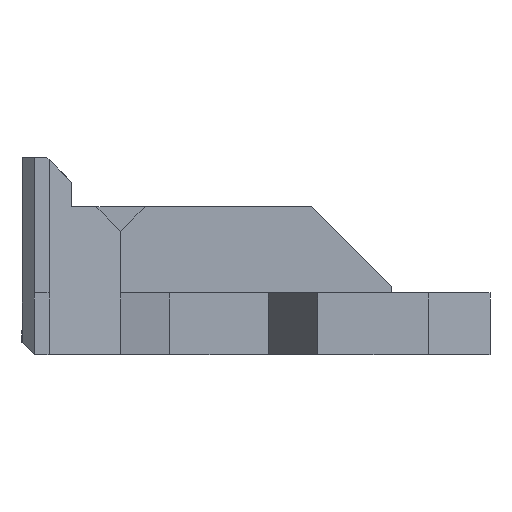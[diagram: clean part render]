
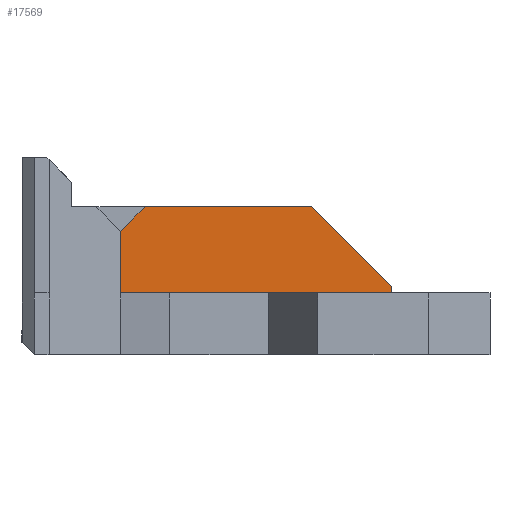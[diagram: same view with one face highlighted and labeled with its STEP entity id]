
A CAD part, front view. The second image highlights one B-rep face of the part: STEP entity #17569.
In plain terms, the highlighted planar face has unit normal (0, -1, 0).
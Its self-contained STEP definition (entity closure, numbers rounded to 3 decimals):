
#14959 = PLANE('',#14960);
#14960 = AXIS2_PLACEMENT_3D('',#14961,#14962,#14963);
#14961 = CARTESIAN_POINT('',(0.,-8.,5.));
#14962 = DIRECTION('',(0.,0.,1.));
#14963 = DIRECTION('',(-1.,0.,0.));
#15056 = EDGE_CURVE('',#15057,#15059,#15061,.T.);
#15057 = VERTEX_POINT('',#15058);
#15058 = CARTESIAN_POINT('',(8.,-12.01,5.));
#15059 = VERTEX_POINT('',#15060);
#15060 = CARTESIAN_POINT('',(30.,-12.01,5.));
#15061 = SURFACE_CURVE('',#15062,(#15066,#15073),.PCURVE_S1.);
#15062 = LINE('',#15063,#15064);
#15063 = CARTESIAN_POINT('',(0.,-12.01,5.));
#15064 = VECTOR('',#15065,1.);
#15065 = DIRECTION('',(1.,0.,0.));
#15066 = PCURVE('',#14959,#15067);
#15067 = DEFINITIONAL_REPRESENTATION('',(#15068),#15072);
#15068 = LINE('',#15069,#15070);
#15069 = CARTESIAN_POINT('',(0.,4.01));
#15070 = VECTOR('',#15071,1.);
#15071 = DIRECTION('',(-1.,0.));
#15072 = ( GEOMETRIC_REPRESENTATION_CONTEXT(2) 
PARAMETRIC_REPRESENTATION_CONTEXT() REPRESENTATION_CONTEXT('2D SPACE',''
  ) );
#15073 = PCURVE('',#15074,#15079);
#15074 = PLANE('',#15075);
#15075 = AXIS2_PLACEMENT_3D('',#15076,#15077,#15078);
#15076 = CARTESIAN_POINT('',(0.,-12.01,0.));
#15077 = DIRECTION('',(0.,-1.,0.));
#15078 = DIRECTION('',(0.,0.,-1.));
#15079 = DEFINITIONAL_REPRESENTATION('',(#15080),#15084);
#15080 = LINE('',#15081,#15082);
#15081 = CARTESIAN_POINT('',(-5.,0.));
#15082 = VECTOR('',#15083,1.);
#15083 = DIRECTION('',(0.,1.));
#15084 = ( GEOMETRIC_REPRESENTATION_CONTEXT(2) 
PARAMETRIC_REPRESENTATION_CONTEXT() REPRESENTATION_CONTEXT('2D SPACE',''
  ) );
#15102 = PLANE('',#15103);
#15103 = AXIS2_PLACEMENT_3D('',#15104,#15105,#15106);
#15104 = CARTESIAN_POINT('',(30.,-8.,0.));
#15105 = DIRECTION('',(1.,0.,0.));
#15106 = DIRECTION('',(0.,0.,-1.));
#15341 = PLANE('',#15342);
#15342 = AXIS2_PLACEMENT_3D('',#15343,#15344,#15345);
#15343 = CARTESIAN_POINT('',(8.,-8.,0.));
#15344 = DIRECTION('',(1.,0.,0.));
#15345 = DIRECTION('',(0.,0.,-1.));
#17569 = ADVANCED_FACE('',(#17570),#15074,.T.);
#17570 = FACE_BOUND('',#17571,.F.);
#17571 = EDGE_LOOP('',(#17572,#17573,#17596,#17624,#17652,#17680));
#17572 = ORIENTED_EDGE('',*,*,#15056,.F.);
#17573 = ORIENTED_EDGE('',*,*,#17574,.T.);
#17574 = EDGE_CURVE('',#15057,#17575,#17577,.T.);
#17575 = VERTEX_POINT('',#17576);
#17576 = CARTESIAN_POINT('',(8.,-12.01,10.));
#17577 = SURFACE_CURVE('',#17578,(#17582,#17589),.PCURVE_S1.);
#17578 = LINE('',#17579,#17580);
#17579 = CARTESIAN_POINT('',(8.,-12.01,0.));
#17580 = VECTOR('',#17581,1.);
#17581 = DIRECTION('',(0.,0.,1.));
#17582 = PCURVE('',#15074,#17583);
#17583 = DEFINITIONAL_REPRESENTATION('',(#17584),#17588);
#17584 = LINE('',#17585,#17586);
#17585 = CARTESIAN_POINT('',(0.,8.));
#17586 = VECTOR('',#17587,1.);
#17587 = DIRECTION('',(-1.,0.));
#17588 = ( GEOMETRIC_REPRESENTATION_CONTEXT(2) 
PARAMETRIC_REPRESENTATION_CONTEXT() REPRESENTATION_CONTEXT('2D SPACE',''
  ) );
#17589 = PCURVE('',#15341,#17590);
#17590 = DEFINITIONAL_REPRESENTATION('',(#17591),#17595);
#17591 = LINE('',#17592,#17593);
#17592 = CARTESIAN_POINT('',(0.,-4.01));
#17593 = VECTOR('',#17594,1.);
#17594 = DIRECTION('',(-1.,0.));
#17595 = ( GEOMETRIC_REPRESENTATION_CONTEXT(2) 
PARAMETRIC_REPRESENTATION_CONTEXT() REPRESENTATION_CONTEXT('2D SPACE',''
  ) );
#17596 = ORIENTED_EDGE('',*,*,#17597,.T.);
#17597 = EDGE_CURVE('',#17575,#17598,#17600,.T.);
#17598 = VERTEX_POINT('',#17599);
#17599 = CARTESIAN_POINT('',(10.,-12.01,12.));
#17600 = SURFACE_CURVE('',#17601,(#17605,#17612),.PCURVE_S1.);
#17601 = LINE('',#17602,#17603);
#17602 = CARTESIAN_POINT('',(3.5,-12.01,5.5));
#17603 = VECTOR('',#17604,1.);
#17604 = DIRECTION('',(0.707,0.,0.707));
#17605 = PCURVE('',#15074,#17606);
#17606 = DEFINITIONAL_REPRESENTATION('',(#17607),#17611);
#17607 = LINE('',#17608,#17609);
#17608 = CARTESIAN_POINT('',(-5.5,3.5));
#17609 = VECTOR('',#17610,1.);
#17610 = DIRECTION('',(-0.707,0.707));
#17611 = ( GEOMETRIC_REPRESENTATION_CONTEXT(2) 
PARAMETRIC_REPRESENTATION_CONTEXT() REPRESENTATION_CONTEXT('2D SPACE',''
  ) );
#17612 = PCURVE('',#17613,#17618);
#17613 = PLANE('',#17614);
#17614 = AXIS2_PLACEMENT_3D('',#17615,#17616,#17617);
#17615 = CARTESIAN_POINT('',(8.,-12.,10.));
#17616 = DIRECTION('',(-0.707,0.,0.707));
#17617 = DIRECTION('',(-0.707,0.,-0.707));
#17618 = DEFINITIONAL_REPRESENTATION('',(#17619),#17623);
#17619 = LINE('',#17620,#17621);
#17620 = CARTESIAN_POINT('',(6.364,0.01));
#17621 = VECTOR('',#17622,1.);
#17622 = DIRECTION('',(-1.,0.));
#17623 = ( GEOMETRIC_REPRESENTATION_CONTEXT(2) 
PARAMETRIC_REPRESENTATION_CONTEXT() REPRESENTATION_CONTEXT('2D SPACE',''
  ) );
#17624 = ORIENTED_EDGE('',*,*,#17625,.T.);
#17625 = EDGE_CURVE('',#17598,#17626,#17628,.T.);
#17626 = VERTEX_POINT('',#17627);
#17627 = CARTESIAN_POINT('',(23.5,-12.01,12.));
#17628 = SURFACE_CURVE('',#17629,(#17633,#17640),.PCURVE_S1.);
#17629 = LINE('',#17630,#17631);
#17630 = CARTESIAN_POINT('',(0.,-12.01,12.));
#17631 = VECTOR('',#17632,1.);
#17632 = DIRECTION('',(1.,0.,0.));
#17633 = PCURVE('',#15074,#17634);
#17634 = DEFINITIONAL_REPRESENTATION('',(#17635),#17639);
#17635 = LINE('',#17636,#17637);
#17636 = CARTESIAN_POINT('',(-12.,0.));
#17637 = VECTOR('',#17638,1.);
#17638 = DIRECTION('',(0.,1.));
#17639 = ( GEOMETRIC_REPRESENTATION_CONTEXT(2) 
PARAMETRIC_REPRESENTATION_CONTEXT() REPRESENTATION_CONTEXT('2D SPACE',''
  ) );
#17640 = PCURVE('',#17641,#17646);
#17641 = PLANE('',#17642);
#17642 = AXIS2_PLACEMENT_3D('',#17643,#17644,#17645);
#17643 = CARTESIAN_POINT('',(0.,-8.,12.));
#17644 = DIRECTION('',(0.,0.,1.));
#17645 = DIRECTION('',(-1.,0.,0.));
#17646 = DEFINITIONAL_REPRESENTATION('',(#17647),#17651);
#17647 = LINE('',#17648,#17649);
#17648 = CARTESIAN_POINT('',(0.,4.01));
#17649 = VECTOR('',#17650,1.);
#17650 = DIRECTION('',(-1.,0.));
#17651 = ( GEOMETRIC_REPRESENTATION_CONTEXT(2) 
PARAMETRIC_REPRESENTATION_CONTEXT() REPRESENTATION_CONTEXT('2D SPACE',''
  ) );
#17652 = ORIENTED_EDGE('',*,*,#17653,.T.);
#17653 = EDGE_CURVE('',#17626,#17654,#17656,.T.);
#17654 = VERTEX_POINT('',#17655);
#17655 = CARTESIAN_POINT('',(30.,-12.01,5.5));
#17656 = SURFACE_CURVE('',#17657,(#17661,#17668),.PCURVE_S1.);
#17657 = LINE('',#17658,#17659);
#17658 = CARTESIAN_POINT('',(23.875,-12.01,11.625));
#17659 = VECTOR('',#17660,1.);
#17660 = DIRECTION('',(0.707,0.,-0.707));
#17661 = PCURVE('',#15074,#17662);
#17662 = DEFINITIONAL_REPRESENTATION('',(#17663),#17667);
#17663 = LINE('',#17664,#17665);
#17664 = CARTESIAN_POINT('',(-11.625,23.875));
#17665 = VECTOR('',#17666,1.);
#17666 = DIRECTION('',(0.707,0.707));
#17667 = ( GEOMETRIC_REPRESENTATION_CONTEXT(2) 
PARAMETRIC_REPRESENTATION_CONTEXT() REPRESENTATION_CONTEXT('2D SPACE',''
  ) );
#17668 = PCURVE('',#17669,#17674);
#17669 = PLANE('',#17670);
#17670 = AXIS2_PLACEMENT_3D('',#17671,#17672,#17673);
#17671 = CARTESIAN_POINT('',(30.,-8.,5.5));
#17672 = DIRECTION('',(0.707,0.,0.707));
#17673 = DIRECTION('',(0.707,0.,-0.707));
#17674 = DEFINITIONAL_REPRESENTATION('',(#17675),#17679);
#17675 = LINE('',#17676,#17677);
#17676 = CARTESIAN_POINT('',(-8.662,-4.01));
#17677 = VECTOR('',#17678,1.);
#17678 = DIRECTION('',(1.,0.));
#17679 = ( GEOMETRIC_REPRESENTATION_CONTEXT(2) 
PARAMETRIC_REPRESENTATION_CONTEXT() REPRESENTATION_CONTEXT('2D SPACE',''
  ) );
#17680 = ORIENTED_EDGE('',*,*,#17681,.F.);
#17681 = EDGE_CURVE('',#15059,#17654,#17682,.T.);
#17682 = SURFACE_CURVE('',#17683,(#17687,#17694),.PCURVE_S1.);
#17683 = LINE('',#17684,#17685);
#17684 = CARTESIAN_POINT('',(30.,-12.01,0.));
#17685 = VECTOR('',#17686,1.);
#17686 = DIRECTION('',(0.,0.,1.));
#17687 = PCURVE('',#15074,#17688);
#17688 = DEFINITIONAL_REPRESENTATION('',(#17689),#17693);
#17689 = LINE('',#17690,#17691);
#17690 = CARTESIAN_POINT('',(0.,30.));
#17691 = VECTOR('',#17692,1.);
#17692 = DIRECTION('',(-1.,0.));
#17693 = ( GEOMETRIC_REPRESENTATION_CONTEXT(2) 
PARAMETRIC_REPRESENTATION_CONTEXT() REPRESENTATION_CONTEXT('2D SPACE',''
  ) );
#17694 = PCURVE('',#15102,#17695);
#17695 = DEFINITIONAL_REPRESENTATION('',(#17696),#17700);
#17696 = LINE('',#17697,#17698);
#17697 = CARTESIAN_POINT('',(0.,-4.01));
#17698 = VECTOR('',#17699,1.);
#17699 = DIRECTION('',(-1.,0.));
#17700 = ( GEOMETRIC_REPRESENTATION_CONTEXT(2) 
PARAMETRIC_REPRESENTATION_CONTEXT() REPRESENTATION_CONTEXT('2D SPACE',''
  ) );
